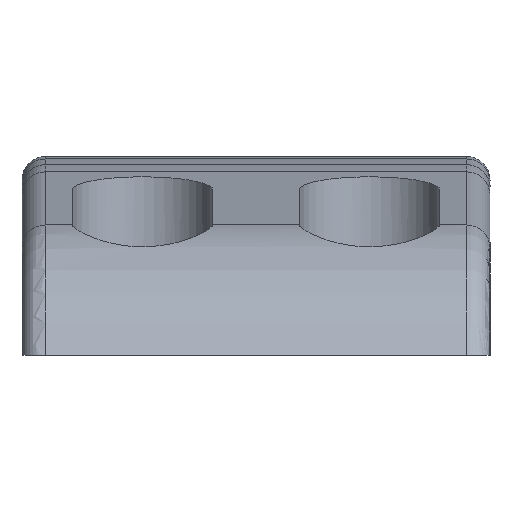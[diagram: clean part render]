
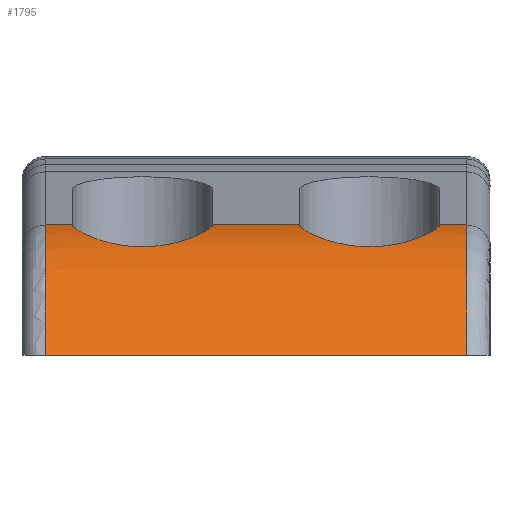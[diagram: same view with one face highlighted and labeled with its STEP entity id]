
A CAD part, left-side view. The second image highlights one B-rep face of the part: STEP entity #1795.
In plain terms, the highlighted cylindrical face has radius 20 mm (diameter 40 mm), a partial arc.
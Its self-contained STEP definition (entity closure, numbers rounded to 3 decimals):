
#31=B_SPLINE_CURVE_WITH_KNOTS('',3,(#2712,#2713,#2714,#2715,#2716,#2717,
#2718,#2719,#2720,#2721,#2722,#2723,#2724,#2725,#2726,#2727,#2728,#2729),
 .UNSPECIFIED.,.F.,.F.,(4,2,2,2,2,2,2,2,4),(0.957,1.141,
1.376,1.605,1.833,2.061,2.289,
2.524,2.709),.UNSPECIFIED.);
#38=B_SPLINE_CURVE_WITH_KNOTS('',3,(#3121,#3122,#3123,#3124,#3125,#3126,
#3127,#3128,#3129,#3130,#3131,#3132,#3133,#3134,#3135,#3136,#3137,#3138,
#3139),.UNSPECIFIED.,.F.,.F.,(4,2,2,2,3,2,2,2,4),(-0.876,-0.692,
-0.456,-0.228,0.,0.228,0.456,
0.692,0.876),.UNSPECIFIED.);
#120=CIRCLE('',#1911,20.);
#163=CIRCLE('',#1977,20.);
#227=CYLINDRICAL_SURFACE('',#2006,20.);
#314=FACE_OUTER_BOUND('',#438,.T.);
#438=EDGE_LOOP('',(#1508,#1509,#1510,#1511,#1512,#1513,#1514,#1515));
#563=LINE('',#2960,#696);
#589=LINE('',#3117,#722);
#590=LINE('',#3119,#723);
#591=LINE('',#3140,#724);
#696=VECTOR('',#2323,10.);
#722=VECTOR('',#2473,20.);
#723=VECTOR('',#2474,20.);
#724=VECTOR('',#2475,20.);
#788=VERTEX_POINT('',#2709);
#789=VERTEX_POINT('',#2711);
#824=VERTEX_POINT('',#2845);
#826=VERTEX_POINT('',#2857);
#851=VERTEX_POINT('',#2949);
#875=VERTEX_POINT('',#3025);
#902=VERTEX_POINT('',#3118);
#903=VERTEX_POINT('',#3120);
#965=EDGE_CURVE('',#788,#789,#31,.T.);
#1015=EDGE_CURVE('',#826,#824,#120,.T.);
#1053=EDGE_CURVE('',#851,#824,#563,.T.);
#1089=EDGE_CURVE('',#851,#875,#163,.T.);
#1123=EDGE_CURVE('',#789,#875,#589,.T.);
#1124=EDGE_CURVE('',#902,#788,#590,.T.);
#1125=EDGE_CURVE('',#903,#902,#38,.T.);
#1126=EDGE_CURVE('',#826,#903,#591,.T.);
#1508=ORIENTED_EDGE('',*,*,#1015,.T.);
#1509=ORIENTED_EDGE('',*,*,#1053,.F.);
#1510=ORIENTED_EDGE('',*,*,#1089,.T.);
#1511=ORIENTED_EDGE('',*,*,#1123,.F.);
#1512=ORIENTED_EDGE('',*,*,#965,.F.);
#1513=ORIENTED_EDGE('',*,*,#1124,.F.);
#1514=ORIENTED_EDGE('',*,*,#1125,.F.);
#1515=ORIENTED_EDGE('',*,*,#1126,.F.);
#1795=ADVANCED_FACE('',(#314),#227,.T.);
#1911=AXIS2_PLACEMENT_3D('',#2858,#2242,#2243);
#1977=AXIS2_PLACEMENT_3D('',#3031,#2402,#2403);
#2006=AXIS2_PLACEMENT_3D('',#3116,#2471,#2472);
#2242=DIRECTION('center_axis',(0.,-1.,0.));
#2243=DIRECTION('ref_axis',(-0.61,0.,0.793));
#2323=DIRECTION('',(0.,1.,0.));
#2402=DIRECTION('center_axis',(0.,1.,0.));
#2403=DIRECTION('ref_axis',(-0.61,0.,0.793));
#2471=DIRECTION('center_axis',(0.,1.,0.));
#2472=DIRECTION('ref_axis',(-0.905,0.,0.426));
#2473=DIRECTION('',(0.,-1.,0.));
#2474=DIRECTION('',(0.,-1.,0.));
#2475=DIRECTION('',(0.,-1.,0.));
#2709=CARTESIAN_POINT('',(-154.754,-3.721,11.15));
#2711=CARTESIAN_POINT('',(-154.754,-15.679,11.15));
#2712=CARTESIAN_POINT('Ctrl Pts',(-154.754,-3.721,11.15));
#2713=CARTESIAN_POINT('Ctrl Pts',(-155.371,-3.773,11.037));
#2714=CARTESIAN_POINT('Ctrl Pts',(-155.998,-3.925,10.891));
#2715=CARTESIAN_POINT('Ctrl Pts',(-157.323,-4.484,10.518));
#2716=CARTESIAN_POINT('Ctrl Pts',(-157.994,-4.951,10.28));
#2717=CARTESIAN_POINT('Ctrl Pts',(-159.038,-6.011,9.866));
#2718=CARTESIAN_POINT('Ctrl Pts',(-159.49,-6.672,9.66));
#2719=CARTESIAN_POINT('Ctrl Pts',(-160.097,-8.136,9.37));
#2720=CARTESIAN_POINT('Ctrl Pts',(-160.25,-8.939,9.289));
#2721=CARTESIAN_POINT('Ctrl Pts',(-160.25,-10.461,9.289));
#2722=CARTESIAN_POINT('Ctrl Pts',(-160.097,-11.264,9.37));
#2723=CARTESIAN_POINT('Ctrl Pts',(-159.49,-12.728,9.66));
#2724=CARTESIAN_POINT('Ctrl Pts',(-159.038,-13.389,9.866));
#2725=CARTESIAN_POINT('Ctrl Pts',(-157.994,-14.449,10.28));
#2726=CARTESIAN_POINT('Ctrl Pts',(-157.323,-14.916,10.518));
#2727=CARTESIAN_POINT('Ctrl Pts',(-155.998,-15.475,10.891));
#2728=CARTESIAN_POINT('Ctrl Pts',(-155.371,-15.627,11.037));
#2729=CARTESIAN_POINT('Ctrl Pts',(-154.754,-15.679,11.15));
#2845=CARTESIAN_POINT('',(-169.25,18.,0.));
#2857=CARTESIAN_POINT('',(-154.754,18.,11.15));
#2858=CARTESIAN_POINT('Origin',(-151.157,18.,-8.524));
#2949=CARTESIAN_POINT('',(-169.25,-18.,0.));
#2960=CARTESIAN_POINT('',(-169.25,-20.,0.));
#3025=CARTESIAN_POINT('',(-154.754,-18.,11.15));
#3031=CARTESIAN_POINT('Origin',(-151.157,-18.,-8.524));
#3116=CARTESIAN_POINT('Origin',(-151.157,-20.,-8.524));
#3117=CARTESIAN_POINT('',(-154.754,-20.,11.15));
#3118=CARTESIAN_POINT('',(-154.754,3.721,11.15));
#3119=CARTESIAN_POINT('',(-154.754,-20.,11.15));
#3120=CARTESIAN_POINT('',(-154.754,15.679,11.15));
#3121=CARTESIAN_POINT('Ctrl Pts',(-154.754,15.679,11.15));
#3122=CARTESIAN_POINT('Ctrl Pts',(-155.371,15.627,11.037));
#3123=CARTESIAN_POINT('Ctrl Pts',(-155.998,15.475,10.891));
#3124=CARTESIAN_POINT('Ctrl Pts',(-157.323,14.916,10.518));
#3125=CARTESIAN_POINT('Ctrl Pts',(-157.994,14.449,10.28));
#3126=CARTESIAN_POINT('Ctrl Pts',(-159.038,13.389,9.866));
#3127=CARTESIAN_POINT('Ctrl Pts',(-159.49,12.728,9.66));
#3128=CARTESIAN_POINT('Ctrl Pts',(-160.097,11.264,9.37));
#3129=CARTESIAN_POINT('Ctrl Pts',(-160.25,10.461,9.289));
#3130=CARTESIAN_POINT('Ctrl Pts',(-160.25,9.7,9.289));
#3131=CARTESIAN_POINT('Ctrl Pts',(-160.25,8.939,9.289));
#3132=CARTESIAN_POINT('Ctrl Pts',(-160.097,8.136,9.37));
#3133=CARTESIAN_POINT('Ctrl Pts',(-159.49,6.672,9.66));
#3134=CARTESIAN_POINT('Ctrl Pts',(-159.038,6.011,9.866));
#3135=CARTESIAN_POINT('Ctrl Pts',(-157.994,4.951,10.28));
#3136=CARTESIAN_POINT('Ctrl Pts',(-157.323,4.484,10.518));
#3137=CARTESIAN_POINT('Ctrl Pts',(-155.998,3.925,10.891));
#3138=CARTESIAN_POINT('Ctrl Pts',(-155.371,3.773,11.037));
#3139=CARTESIAN_POINT('Ctrl Pts',(-154.754,3.721,11.15));
#3140=CARTESIAN_POINT('',(-154.754,-20.,11.15));
